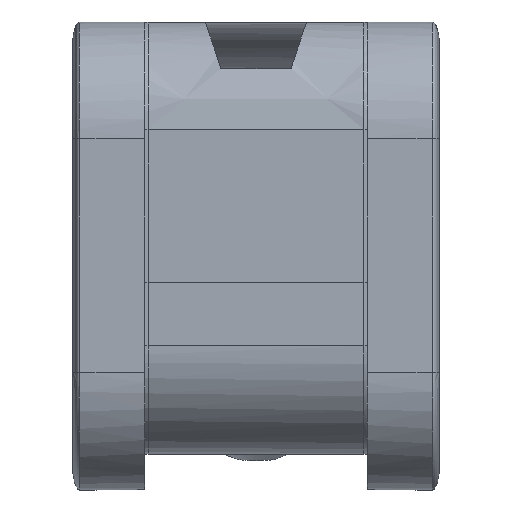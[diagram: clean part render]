
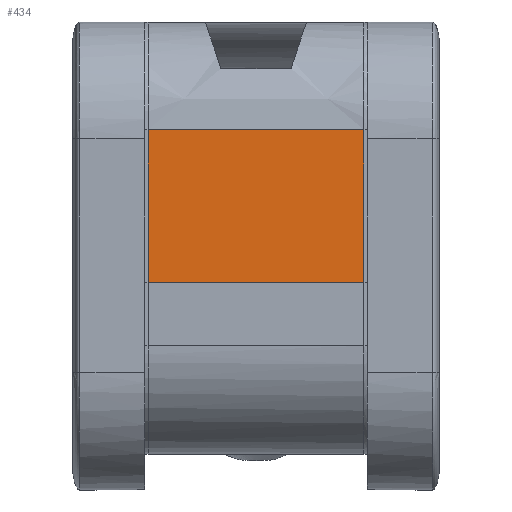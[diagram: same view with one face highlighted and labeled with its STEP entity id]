
A CAD part, top view. The second image highlights one B-rep face of the part: STEP entity #434.
In plain terms, the highlighted planar face has unit normal (0, 0, 1).
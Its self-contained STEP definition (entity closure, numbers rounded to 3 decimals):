
#105=(
BOUNDED_CURVE()
B_SPLINE_CURVE(1,(#4151,#4152),.UNSPECIFIED.,.F.,.F.)
B_SPLINE_CURVE_WITH_KNOTS((2,2),(10.,20.),.UNSPECIFIED.)
CURVE()
GEOMETRIC_REPRESENTATION_ITEM()
RATIONAL_B_SPLINE_CURVE((1.,1.))
REPRESENTATION_ITEM('')
);
#217=PLANE('',#2610);
#434=ADVANCED_FACE('',(#586),#217,.T.);
#586=FACE_OUTER_BOUND('',#738,.T.);
#738=EDGE_LOOP('',(#1318,#1319,#1320,#1321));
#1318=ORIENTED_EDGE('',*,*,#1776,.F.);
#1319=ORIENTED_EDGE('',*,*,#1777,.F.);
#1320=ORIENTED_EDGE('',*,*,#1784,.F.);
#1321=ORIENTED_EDGE('',*,*,#1781,.F.);
#1776=EDGE_CURVE('',#2392,#2394,#2099,.T.);
#1777=EDGE_CURVE('',#2393,#2392,#105,.T.);
#1781=EDGE_CURVE('',#2394,#2395,#2102,.T.);
#1784=EDGE_CURVE('',#2395,#2393,#2105,.T.);
#2099=B_SPLINE_CURVE_WITH_KNOTS('',1,(#4149,#4150),.UNSPECIFIED.,.F.,.F.,
(2,2),(-200.465,-193.391),.UNSPECIFIED.);
#2102=B_SPLINE_CURVE_WITH_KNOTS('',1,(#4160,#4161),.UNSPECIFIED.,.F.,.F.,
(2,2),(-6.457,-3.072),.UNSPECIFIED.);
#2105=B_SPLINE_CURVE_WITH_KNOTS('',1,(#4166,#4167),.UNSPECIFIED.,.F.,.F.,
(2,2),(-23.474,-16.4),.UNSPECIFIED.);
#2392=VERTEX_POINT('',#3370);
#2393=VERTEX_POINT('',#3371);
#2394=VERTEX_POINT('',#3372);
#2395=VERTEX_POINT('',#3373);
#2610=AXIS2_PLACEMENT_3D('',#3152,#2687,$);
#2687=DIRECTION('',(0.,0.,1.));
#3152=CARTESIAN_POINT('',(1.146,15.382,28.854));
#3370=CARTESIAN_POINT('',(19.618,15.382,28.854));
#3371=CARTESIAN_POINT('',(10.382,15.382,28.854));
#3372=CARTESIAN_POINT('',(19.618,8.849,28.854));
#3373=CARTESIAN_POINT('',(10.382,8.849,28.854));
#4149=CARTESIAN_POINT('',(19.618,15.382,28.854));
#4150=CARTESIAN_POINT('',(19.618,8.849,28.854));
#4151=CARTESIAN_POINT('',(10.382,15.382,28.854));
#4152=CARTESIAN_POINT('',(19.618,15.382,28.854));
#4160=CARTESIAN_POINT('',(19.618,8.849,28.854));
#4161=CARTESIAN_POINT('',(10.382,8.849,28.854));
#4166=CARTESIAN_POINT('',(10.382,8.849,28.854));
#4167=CARTESIAN_POINT('',(10.382,15.382,28.854));
